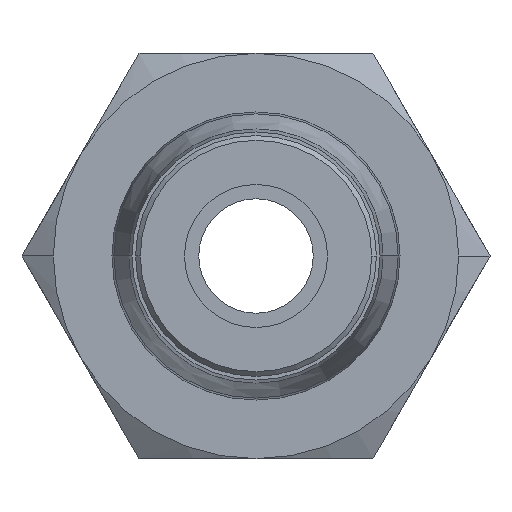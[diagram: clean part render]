
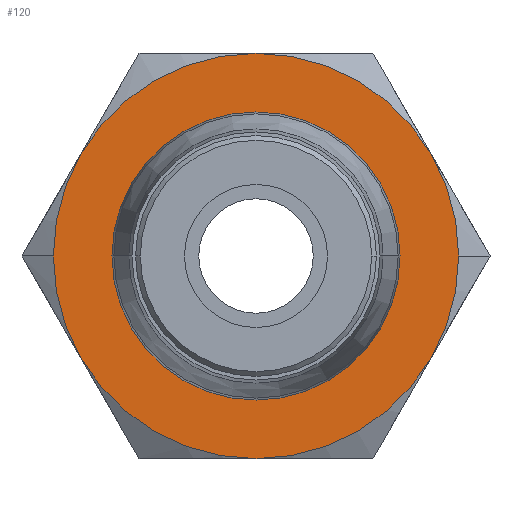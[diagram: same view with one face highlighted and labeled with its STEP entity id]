
A CAD part, left-side view. The second image highlights one B-rep face of the part: STEP entity #120.
In plain terms, the highlighted planar face has unit normal (-1, 0, 0).
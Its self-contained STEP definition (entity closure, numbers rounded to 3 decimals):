
#120=ADVANCED_FACE('',(#279,#280),#281,.T.);
#279=FACE_BOUND('',#479,.T.);
#280=FACE_OUTER_BOUND('',#480,.T.);
#281=PLANE('',#481);
#479=EDGE_LOOP('',(#943,#944));
#480=EDGE_LOOP('',(#945,#946,#947,#948,#949,#950,#951,#952));
#481=AXIS2_PLACEMENT_3D('',#953,#954,#955);
#943=ORIENTED_EDGE('',*,*,#1275,.T.);
#944=ORIENTED_EDGE('',*,*,#1333,.T.);
#945=ORIENTED_EDGE('',*,*,#1360,.T.);
#946=ORIENTED_EDGE('',*,*,#1249,.T.);
#947=ORIENTED_EDGE('',*,*,#1364,.T.);
#948=ORIENTED_EDGE('',*,*,#1350,.T.);
#949=ORIENTED_EDGE('',*,*,#1251,.T.);
#950=ORIENTED_EDGE('',*,*,#1353,.T.);
#951=ORIENTED_EDGE('',*,*,#1355,.T.);
#952=ORIENTED_EDGE('',*,*,#1359,.T.);
#953=CARTESIAN_POINT('',(-26.0,4.25,0.0));
#954=DIRECTION('',(-1.0,0.,0.0));
#955=DIRECTION('',(0.,1.0,0.0));
#1249=EDGE_CURVE('',#1454,#1456,#1458,.T.);
#1251=EDGE_CURVE('',#1462,#1459,#1463,.T.);
#1275=EDGE_CURVE('',#1506,#1504,#1507,.T.);
#1333=EDGE_CURVE('',#1504,#1506,#1597,.T.);
#1350=EDGE_CURVE('',#1621,#1462,#1622,.T.);
#1353=EDGE_CURVE('',#1459,#1624,#1626,.T.);
#1355=EDGE_CURVE('',#1624,#1628,#1630,.T.);
#1359=EDGE_CURVE('',#1628,#1634,#1636,.T.);
#1360=EDGE_CURVE('',#1634,#1454,#1637,.T.);
#1364=EDGE_CURVE('',#1456,#1621,#1642,.T.);
#1454=VERTEX_POINT('',#1772);
#1456=VERTEX_POINT('',#1775);
#1458=CIRCLE('',#1788,8.5);
#1459=VERTEX_POINT('',#1789);
#1462=VERTEX_POINT('',#1793);
#1463=CIRCLE('',#1794,8.5);
#1504=VERTEX_POINT('',#1858);
#1506=VERTEX_POINT('',#1861);
#1507=CIRCLE('',#1862,6.041);
#1597=CIRCLE('',#1975,6.041);
#1621=VERTEX_POINT('',#2016);
#1622=CIRCLE('',#2017,8.5);
#1624=VERTEX_POINT('',#2030);
#1626=CIRCLE('',#2043,8.5);
#1628=VERTEX_POINT('',#2045);
#1630=CIRCLE('',#2058,8.5);
#1634=VERTEX_POINT('',#2084);
#1636=CIRCLE('',#2097,8.5);
#1637=CIRCLE('',#2098,8.5);
#1642=CIRCLE('',#2136,8.5);
#1772=CARTESIAN_POINT('',(-26.0,8.5,0.));
#1775=CARTESIAN_POINT('',(-26.0,7.361,-4.25));
#1788=AXIS2_PLACEMENT_3D('',#2550,#2551,#2552);
#1789=CARTESIAN_POINT('',(-26.0,-8.5,0.));
#1793=CARTESIAN_POINT('',(-26.0,-7.361,-4.25));
#1794=AXIS2_PLACEMENT_3D('',#2554,#2555,#2556);
#1858=CARTESIAN_POINT('',(-26.0,6.041,0.));
#1861=CARTESIAN_POINT('',(-26.0,-6.041,0.));
#1862=AXIS2_PLACEMENT_3D('',#2597,#2598,#2599);
#1975=AXIS2_PLACEMENT_3D('',#2725,#2726,#2727);
#2016=CARTESIAN_POINT('',(-26.0,0.,-8.5));
#2017=AXIS2_PLACEMENT_3D('',#2761,#2762,#2763);
#2030=CARTESIAN_POINT('',(-26.0,-7.361,4.25));
#2043=AXIS2_PLACEMENT_3D('',#2764,#2765,#2766);
#2045=CARTESIAN_POINT('',(-26.0,0.,8.5));
#2058=AXIS2_PLACEMENT_3D('',#2767,#2768,#2769);
#2084=CARTESIAN_POINT('',(-26.0,7.361,4.25));
#2097=AXIS2_PLACEMENT_3D('',#2770,#2771,#2772);
#2098=AXIS2_PLACEMENT_3D('',#2773,#2774,#2775);
#2136=AXIS2_PLACEMENT_3D('',#2776,#2777,#2778);
#2550=CARTESIAN_POINT('',(-26.0,0.,0.0));
#2551=DIRECTION('',(-1.0,0.,0.0));
#2552=DIRECTION('',(0.,1.0,0.0));
#2554=CARTESIAN_POINT('',(-26.0,0.,0.0));
#2555=DIRECTION('',(-1.0,0.,0.0));
#2556=DIRECTION('',(0.,1.0,0.0));
#2597=CARTESIAN_POINT('',(-26.0,0.0,0.));
#2598=DIRECTION('',(1.0,0.,0.0));
#2599=DIRECTION('',(0.,1.0,0.0));
#2725=CARTESIAN_POINT('',(-26.0,0.0,0.));
#2726=DIRECTION('',(1.0,0.,0.0));
#2727=DIRECTION('',(0.,1.0,0.0));
#2761=CARTESIAN_POINT('',(-26.0,0.,0.0));
#2762=DIRECTION('',(-1.0,0.,0.0));
#2763=DIRECTION('',(0.,1.0,0.0));
#2764=CARTESIAN_POINT('',(-26.0,0.,0.0));
#2765=DIRECTION('',(-1.0,0.,0.0));
#2766=DIRECTION('',(0.,1.0,0.0));
#2767=CARTESIAN_POINT('',(-26.0,0.,0.0));
#2768=DIRECTION('',(-1.0,0.,0.0));
#2769=DIRECTION('',(0.,1.0,0.0));
#2770=CARTESIAN_POINT('',(-26.0,0.,0.0));
#2771=DIRECTION('',(-1.0,0.,0.0));
#2772=DIRECTION('',(0.,1.0,0.0));
#2773=CARTESIAN_POINT('',(-26.0,0.,0.0));
#2774=DIRECTION('',(-1.0,0.,0.0));
#2775=DIRECTION('',(0.,1.0,0.0));
#2776=CARTESIAN_POINT('',(-26.0,0.,0.0));
#2777=DIRECTION('',(-1.0,0.,0.0));
#2778=DIRECTION('',(0.,1.0,0.0));
